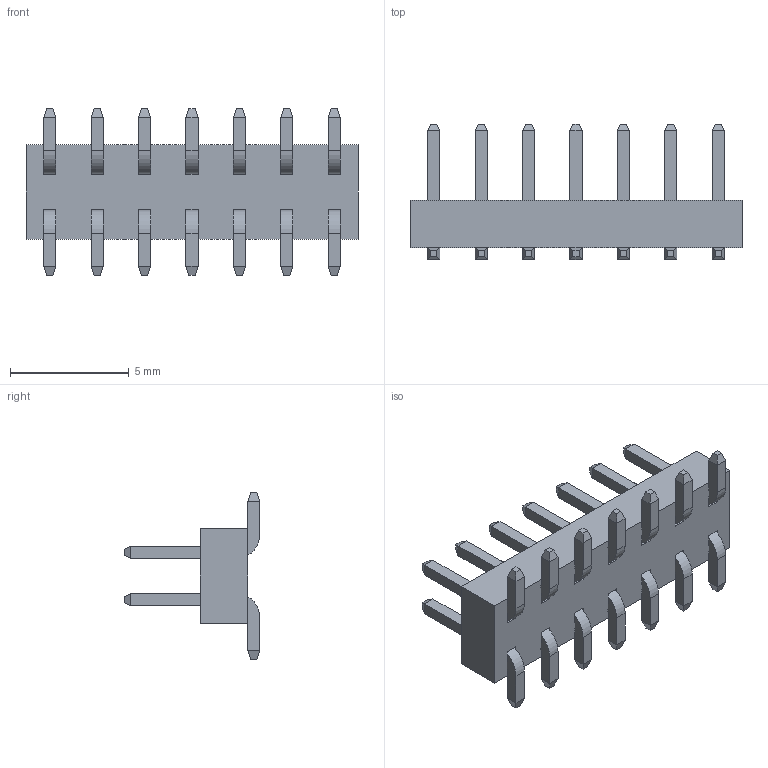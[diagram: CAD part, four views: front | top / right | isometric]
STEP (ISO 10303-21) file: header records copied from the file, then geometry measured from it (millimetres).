
FILE_DESCRIPTION(/* description */ ('STEP AP214'),/* implementation_level */ '2;1');
FILE_NAME(/* name */ 'TMMH-107-01-T-DV',/* time_stamp */ '2023-01-04T15:26:20+01:00',/* author */ ('License CC BY-ND 4.0'),/* organization */ ('CADENAS'),/* preprocessor_version */ 'ST-DEVELOPER v18.102',/* originating_system */ 'PARTsolutions',/* authorisation */ ' ');
FILE_SCHEMA (('AUTOMOTIVE_DESIGN {1 0 10303 214 3 1 1}'));
Length unit declared in the file: inch
Products named in the file (4): TMMH-107-01-T-DV; TMMH-107-01-T-DV-sm_pins2; TMMH-107-01-T-DV_pins1; TMMH-107-01-T-DV_body
Assembly tree (3 placements, depth 2):
  TMMH-107-01-T-DV
    TMMH-107-01-T-DV-sm_pins2
    TMMH-107-01-T-DV_pins1
    TMMH-107-01-T-DV_body
Bounding box: 14 x 5.71 x 7.04 mm (x, y, z)
Volume: 149.1 mm3; surface area: 614.4 mm2
Topology: 3 solids, 3 shells, 390 faces, 1004 edges, 632 vertices
Faces by surface type: plane 362, cylinder 28
Entity records: 11668 total; most frequent: CARTESIAN_POINT 2030, ORIENTED_EDGE 2008, DIRECTION 1848, EDGE_CURVE 1004, LINE 948, VECTOR 948, VERTEX_POINT 632, AXIS2_PLACEMENT_3D 450
